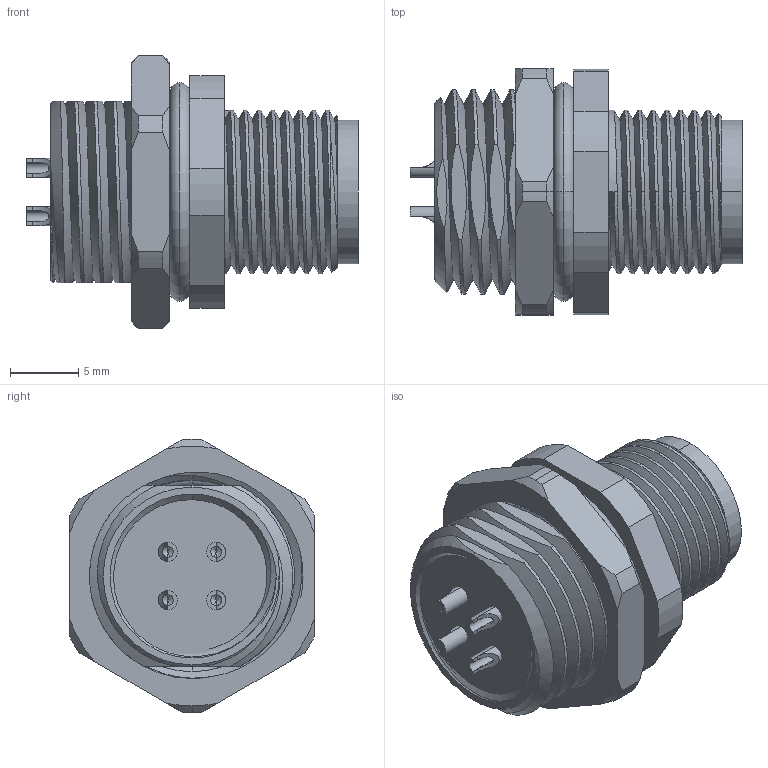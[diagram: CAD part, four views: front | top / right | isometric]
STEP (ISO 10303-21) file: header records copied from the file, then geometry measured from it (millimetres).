
FILE_DESCRIPTION (( 'STEP AP203' ), '1' );
FILE_NAME ('54-00339revA.STEP', '2023-02-03T22:11:26', ( '' ), ( '' ), 'SwSTEP 2.0', 'SolidWorks 2021', '' );
FILE_SCHEMA (( 'CONFIG_CONTROL_DESIGN' ));
Length unit declared in the file: millimetre
Products named in the file (6): 54-00339revA; 54-00339-05___; 54-00339-04___; 54-00339-02; 54-00339-01___; 54-00339-03___
Assembly tree (8 placements, depth 2):
  54-00339revA
    54-00339-01___
    54-00339-02
    54-00339-03___  x4
    54-00339-04___
    54-00339-05___
Bounding box: 24.3 x 18 x 20 mm (x, y, z)
Volume: 2985 mm3; surface area: 5227.4 mm2
Topology: 8 solids, 8 shells, 328 faces, 795 edges, 501 vertices
Faces by surface type: cylinder 144, plane 83, cone 56, torus 28, bspline 9, sphere 8
Entity records: 11075 total; most frequent: CARTESIAN_POINT 5165, ORIENTED_EDGE 1154, DIRECTION 1038, EDGE_CURVE 577, AXIS2_PLACEMENT_3D 417, VERTEX_POINT 375, EDGE_LOOP 254, FACE_OUTER_BOUND 226
